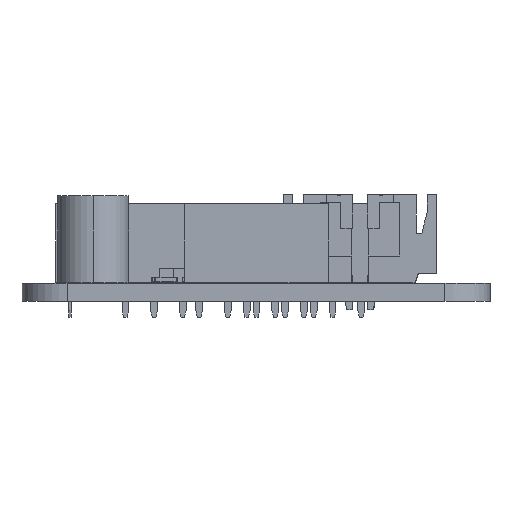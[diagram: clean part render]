
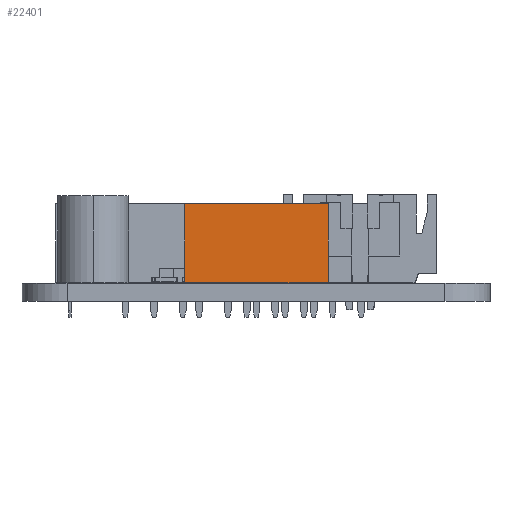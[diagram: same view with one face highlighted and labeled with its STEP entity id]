
A CAD part, left-side view. The second image highlights one B-rep face of the part: STEP entity #22401.
In plain terms, the highlighted planar face has unit normal (-1, 0, 0).
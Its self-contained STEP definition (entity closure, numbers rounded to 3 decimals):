
#21678 = VERTEX_POINT('',#21679);
#21679 = CARTESIAN_POINT('',(-1.27,-11.43,0.));
#21687 = EDGE_CURVE('',#21678,#21688,#21690,.T.);
#21688 = VERTEX_POINT('',#21689);
#21689 = CARTESIAN_POINT('',(-1.27,-11.43,7.));
#21690 = LINE('',#21691,#21692);
#21691 = CARTESIAN_POINT('',(-1.27,-11.43,0.));
#21692 = VECTOR('',#21693,1.);
#21693 = DIRECTION('',(0.,0.,1.));
#21750 = VERTEX_POINT('',#21751);
#21751 = CARTESIAN_POINT('',(-1.27,1.27,7.));
#21757 = EDGE_CURVE('',#21758,#21750,#21760,.T.);
#21758 = VERTEX_POINT('',#21759);
#21759 = CARTESIAN_POINT('',(-1.27,1.27,0.));
#21760 = LINE('',#21761,#21762);
#21761 = CARTESIAN_POINT('',(-1.27,1.27,0.));
#21762 = VECTOR('',#21763,1.);
#21763 = DIRECTION('',(0.,0.,1.));
#21822 = EDGE_CURVE('',#21750,#21688,#21823,.T.);
#21823 = LINE('',#21824,#21825);
#21824 = CARTESIAN_POINT('',(-1.27,1.27,7.));
#21825 = VECTOR('',#21826,1.);
#21826 = DIRECTION('',(0.,-1.,0.));
#22014 = EDGE_CURVE('',#21758,#21678,#22015,.T.);
#22015 = LINE('',#22016,#22017);
#22016 = CARTESIAN_POINT('',(-1.27,1.27,0.));
#22017 = VECTOR('',#22018,1.);
#22018 = DIRECTION('',(0.,-1.,0.));
#22401 = ADVANCED_FACE('',(#22402),#22408,.F.);
#22402 = FACE_BOUND('',#22403,.F.);
#22403 = EDGE_LOOP('',(#22404,#22405,#22406,#22407));
#22404 = ORIENTED_EDGE('',*,*,#21757,.T.);
#22405 = ORIENTED_EDGE('',*,*,#21822,.T.);
#22406 = ORIENTED_EDGE('',*,*,#21687,.F.);
#22407 = ORIENTED_EDGE('',*,*,#22014,.F.);
#22408 = PLANE('',#22409);
#22409 = AXIS2_PLACEMENT_3D('',#22410,#22411,#22412);
#22410 = CARTESIAN_POINT('',(-1.27,1.27,0.));
#22411 = DIRECTION('',(1.,0.,0.));
#22412 = DIRECTION('',(0.,-1.,0.));
